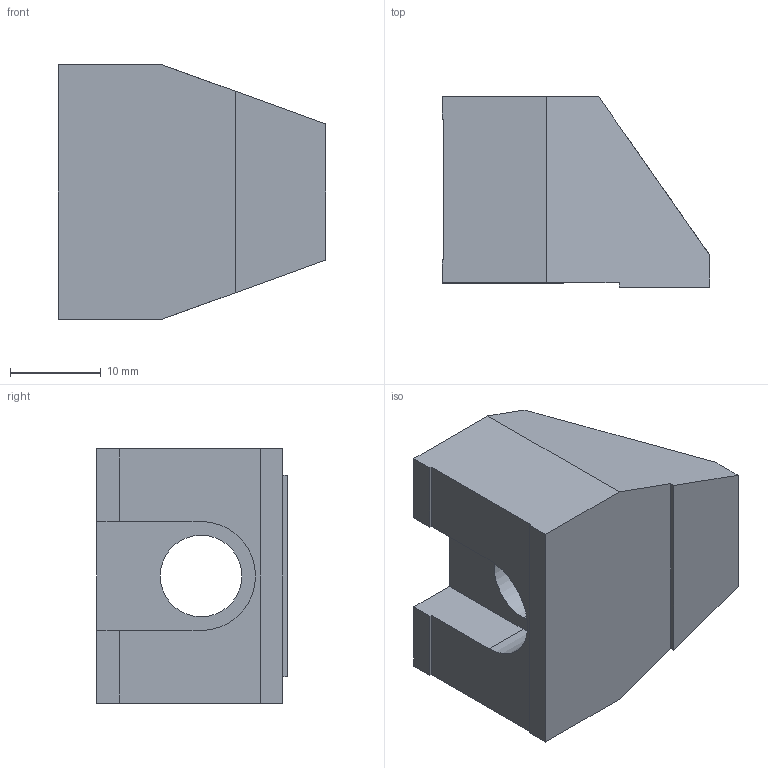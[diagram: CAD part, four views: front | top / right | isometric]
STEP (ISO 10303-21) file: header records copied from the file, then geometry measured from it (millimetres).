
FILE_DESCRIPTION(('STEP AP214'),'1');
FILE_NAME('haldern_eh_23320_0052.stp','2018-09-24T13:43:30',('TraceParts'),('TraceParts S.A.'),'Spatial InterOp 3D',' ',' ');
FILE_SCHEMA(('automotive_design'));
Length unit declared in the file: millimetre
Products named in the file (1): haldern_eh_23320_0052
Bounding box: 29.5 x 21 x 28 mm (x, y, z)
Volume: 8984.3 mm3; surface area: 4059.4 mm2
Topology: 1 solids, 1 shells, 28 faces, 77 edges, 51 vertices
Faces by surface type: plane 23, cylinder 5
Entity records: 1130 total; most frequent: CARTESIAN_POINT 157, ORIENTED_EDGE 154, DIRECTION 148, EDGE_CURVE 77, LINE 64, VECTOR 64, VERTEX_POINT 51, AXIS2_PLACEMENT_3D 42
